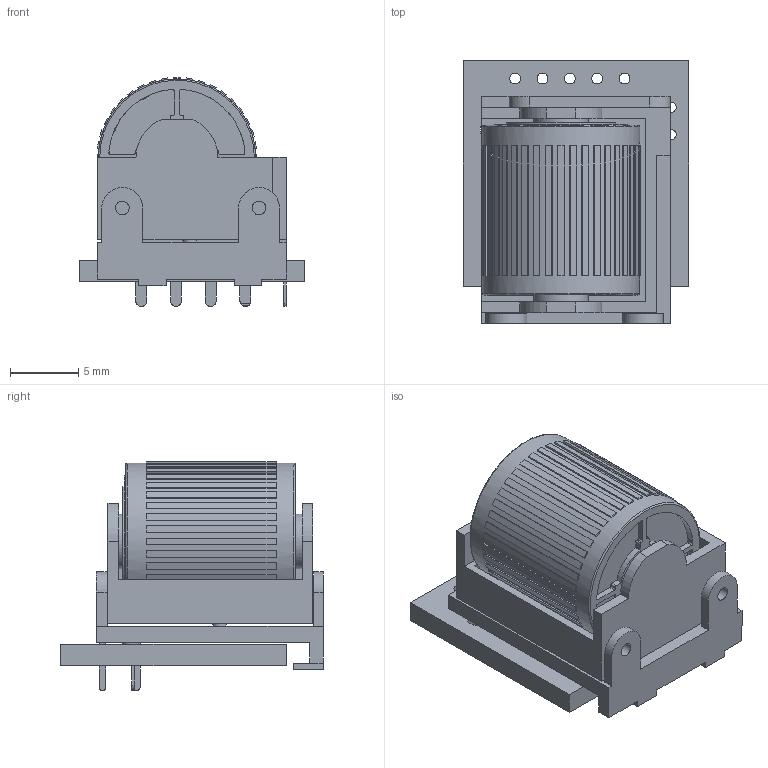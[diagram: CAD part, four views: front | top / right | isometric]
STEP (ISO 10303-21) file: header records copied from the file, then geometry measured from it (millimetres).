
FILE_DESCRIPTION(('KiCad electronic assembly'),'2;1');
FILE_NAME('evq.step','2022-09-01T19:58:22',('Pcbnew'),('Kicad'), 'Open CASCADE STEP processor 7.6','KiCad to STEP converter','Unknown' );
FILE_SCHEMA(('AUTOMOTIVE_DESIGN { 1 0 10303 214 1 1 1 1 }'));
Length unit declared in the file: millimetre
Products named in the file (4): evq 1; Encoder; COMPOUND; evq PCB
Assembly tree (3 placements, depth 3):
  evq 1
    Encoder
      COMPOUND
    evq PCB
Bounding box: 16.5 x 19.2 x 16.75 mm (x, y, z)
Volume: 2490.8 mm3; surface area: 4253.3 mm2
Topology: 13 solids, 13 shells, 423 faces, 1070 edges, 712 vertices
Faces by surface type: bspline 405, cylinder 12, plane 6
Full cylindrical faces by diameter (mm): 0.762 x2, 0.8 x5, 1 x4, 1.6 x1
Entity records: 25219 total; most frequent: CARTESIAN_POINT 10842, B_SPLINE_CURVE_WITH_KNOTS 2641, ORIENTED_EDGE 2140, PCURVE 2140, DEFINITIONAL_REPRESENTATION 2140, EDGE_CURVE 1070, SURFACE_CURVE 1042, VERTEX_POINT 712
